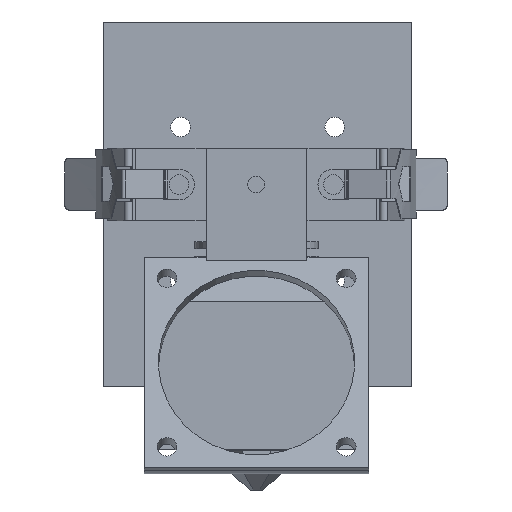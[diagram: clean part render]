
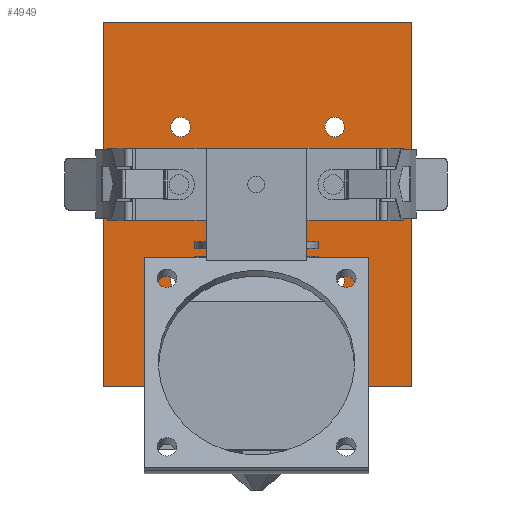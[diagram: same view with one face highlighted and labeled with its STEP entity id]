
A CAD part, front view. The second image highlights one B-rep face of the part: STEP entity #4949.
In plain terms, the highlighted planar face has unit normal (0, -1, 0).
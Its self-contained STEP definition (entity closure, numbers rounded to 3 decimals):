
#78=FACE_BOUND('',#1048,.T.);
#79=FACE_BOUND('',#1049,.T.);
#80=FACE_BOUND('',#1050,.T.);
#81=FACE_BOUND('',#1051,.T.);
#82=FACE_BOUND('',#1052,.T.);
#283=CIRCLE('',#5417,1.75);
#284=CIRCLE('',#5418,1.75);
#285=CIRCLE('',#5419,1.75);
#286=CIRCLE('',#5420,1.75);
#463=PLANE('',#5416);
#722=FACE_OUTER_BOUND('',#1047,.T.);
#1047=EDGE_LOOP('',(#4134,#4135,#4136,#4137));
#1048=EDGE_LOOP('',(#4138));
#1049=EDGE_LOOP('',(#4139));
#1050=EDGE_LOOP('',(#4140));
#1051=EDGE_LOOP('',(#4141));
#1052=EDGE_LOOP('',(#4142,#4143,#4144,#4145));
#1423=LINE('',#10510,#1852);
#1427=LINE('',#10519,#1856);
#1429=LINE('',#10524,#1858);
#1430=LINE('',#10526,#1859);
#1431=LINE('',#10528,#1860);
#1432=LINE('',#10529,#1861);
#1433=LINE('',#10539,#1862);
#1434=LINE('',#10540,#1863);
#1852=VECTOR('',#6473,10.);
#1856=VECTOR('',#6481,10.);
#1858=VECTOR('',#6485,10.);
#1859=VECTOR('',#6486,10.);
#1860=VECTOR('',#6487,10.);
#1861=VECTOR('',#6488,10.);
#1862=VECTOR('',#6497,10.);
#1863=VECTOR('',#6498,10.);
#2380=VERTEX_POINT('',#10490);
#2388=VERTEX_POINT('',#10508);
#2391=VERTEX_POINT('',#10518);
#2392=VERTEX_POINT('',#10522);
#2393=VERTEX_POINT('',#10523);
#2394=VERTEX_POINT('',#10525);
#2395=VERTEX_POINT('',#10527);
#2396=VERTEX_POINT('',#10530);
#2397=VERTEX_POINT('',#10532);
#2398=VERTEX_POINT('',#10534);
#2399=VERTEX_POINT('',#10536);
#2400=VERTEX_POINT('',#10538);
#2999=EDGE_CURVE('',#2388,#2380,#1423,.T.);
#3003=EDGE_CURVE('',#2391,#2380,#1427,.T.);
#3005=EDGE_CURVE('',#2392,#2393,#1429,.T.);
#3006=EDGE_CURVE('',#2393,#2394,#1430,.T.);
#3007=EDGE_CURVE('',#2394,#2395,#1431,.T.);
#3008=EDGE_CURVE('',#2395,#2392,#1432,.T.);
#3009=EDGE_CURVE('',#2396,#2396,#283,.T.);
#3010=EDGE_CURVE('',#2397,#2397,#284,.T.);
#3011=EDGE_CURVE('',#2398,#2398,#285,.T.);
#3012=EDGE_CURVE('',#2399,#2399,#286,.T.);
#3013=EDGE_CURVE('',#2388,#2400,#1433,.T.);
#3014=EDGE_CURVE('',#2400,#2391,#1434,.T.);
#4134=ORIENTED_EDGE('',*,*,#3005,.T.);
#4135=ORIENTED_EDGE('',*,*,#3006,.T.);
#4136=ORIENTED_EDGE('',*,*,#3007,.T.);
#4137=ORIENTED_EDGE('',*,*,#3008,.T.);
#4138=ORIENTED_EDGE('',*,*,#3009,.T.);
#4139=ORIENTED_EDGE('',*,*,#3010,.T.);
#4140=ORIENTED_EDGE('',*,*,#3011,.T.);
#4141=ORIENTED_EDGE('',*,*,#3012,.T.);
#4142=ORIENTED_EDGE('',*,*,#2999,.F.);
#4143=ORIENTED_EDGE('',*,*,#3013,.T.);
#4144=ORIENTED_EDGE('',*,*,#3014,.T.);
#4145=ORIENTED_EDGE('',*,*,#3003,.T.);
#4949=ADVANCED_FACE('',(#722,#78,#79,#80,#81,#82),#463,.F.);
#5416=AXIS2_PLACEMENT_3D('',#10521,#6483,#6484);
#5417=AXIS2_PLACEMENT_3D('',#10531,#6489,#6490);
#5418=AXIS2_PLACEMENT_3D('',#10533,#6491,#6492);
#5419=AXIS2_PLACEMENT_3D('',#10535,#6493,#6494);
#5420=AXIS2_PLACEMENT_3D('',#10537,#6495,#6496);
#6473=DIRECTION('',(1.,0.,0.));
#6481=DIRECTION('',(0.,0.,-1.));
#6483=DIRECTION('center_axis',(0.,1.,0.));
#6484=DIRECTION('ref_axis',(-1.,0.,0.));
#6485=DIRECTION('',(0.,0.,1.));
#6486=DIRECTION('',(-1.,0.,0.));
#6487=DIRECTION('',(0.,0.,-1.));
#6488=DIRECTION('',(1.,0.,0.));
#6489=DIRECTION('center_axis',(0.,1.,0.));
#6490=DIRECTION('ref_axis',(1.,0.,0.));
#6491=DIRECTION('center_axis',(0.,1.,0.));
#6492=DIRECTION('ref_axis',(-1.,0.,0.));
#6493=DIRECTION('center_axis',(0.,1.,0.));
#6494=DIRECTION('ref_axis',(1.,0.,0.));
#6495=DIRECTION('center_axis',(0.,1.,0.));
#6496=DIRECTION('ref_axis',(-1.,0.,0.));
#6497=DIRECTION('',(0.,0.,1.));
#6498=DIRECTION('',(1.,0.,0.));
#10490=CARTESIAN_POINT('',(22.037,-7.937,29.5));
#10508=CARTESIAN_POINT('',(-22.566,-7.937,29.5));
#10510=CARTESIAN_POINT('',(27.5,-7.937,29.5));
#10518=CARTESIAN_POINT('',(22.037,-7.937,42.5));
#10519=CARTESIAN_POINT('',(22.037,-7.937,37.881));
#10521=CARTESIAN_POINT('Origin',(0.,-7.937,
32.5));
#10522=CARTESIAN_POINT('',(27.5,-7.937,0.));
#10523=CARTESIAN_POINT('',(27.5,-7.937,65.));
#10524=CARTESIAN_POINT('',(27.5,-7.937,65.));
#10525=CARTESIAN_POINT('',(-27.5,-7.937,65.));
#10526=CARTESIAN_POINT('',(-27.5,-7.937,65.));
#10527=CARTESIAN_POINT('',(-27.5,-7.937,0.));
#10528=CARTESIAN_POINT('',(-27.5,-7.937,0.));
#10529=CARTESIAN_POINT('',(-27.5,-7.937,0.));
#10530=CARTESIAN_POINT('',(12.,-7.937,46.25));
#10531=CARTESIAN_POINT('Origin',(13.75,-7.937,46.25));
#10532=CARTESIAN_POINT('',(-12.,-7.937,46.25));
#10533=CARTESIAN_POINT('Origin',(-13.75,-7.937,46.25));
#10534=CARTESIAN_POINT('',(12.,-7.937,18.75));
#10535=CARTESIAN_POINT('Origin',(13.75,-7.937,18.75));
#10536=CARTESIAN_POINT('',(-12.,-7.937,18.75));
#10537=CARTESIAN_POINT('Origin',(-13.75,-7.937,18.75));
#10538=CARTESIAN_POINT('',(-22.566,-7.937,42.5));
#10539=CARTESIAN_POINT('',(-22.566,-7.937,31.));
#10540=CARTESIAN_POINT('',(-9.783,-7.937,42.5));
